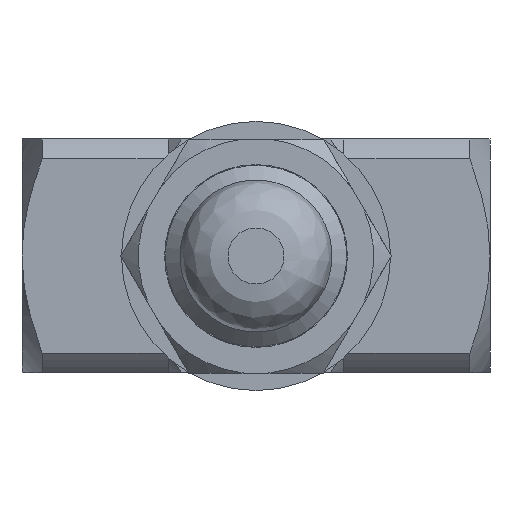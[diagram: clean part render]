
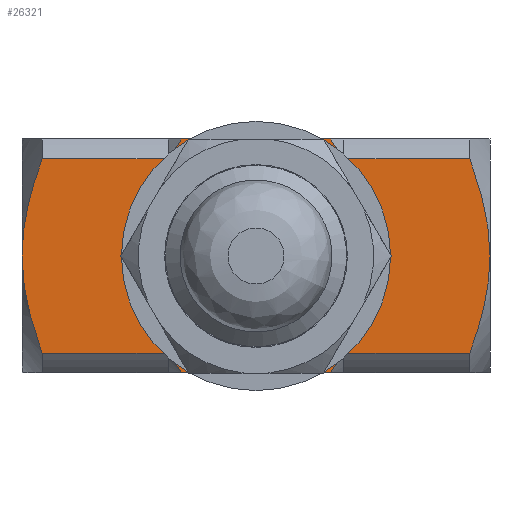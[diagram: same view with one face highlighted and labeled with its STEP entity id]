
A CAD part, front view. The second image highlights one B-rep face of the part: STEP entity #26321.
In plain terms, the highlighted planar face has unit normal (0, -1, 0).
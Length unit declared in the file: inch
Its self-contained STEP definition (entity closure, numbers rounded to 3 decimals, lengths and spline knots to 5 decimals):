
#1476=(
BOUNDED_CURVE()
B_SPLINE_CURVE(2,(#45810,#45811,#45812),.UNSPECIFIED.,.F.,.F.)
B_SPLINE_CURVE_WITH_KNOTS((3,3),(1.52621,1.93378),
 .UNSPECIFIED.)
CURVE()
GEOMETRIC_REPRESENTATION_ITEM()
RATIONAL_B_SPLINE_CURVE((1.015,1.009,1.))
REPRESENTATION_ITEM('')
);
#1477=(
BOUNDED_CURVE()
B_SPLINE_CURVE(2,(#45816,#45817,#45818),.UNSPECIFIED.,.F.,.F.)
B_SPLINE_CURVE_WITH_KNOTS((3,3),(0.,0.40758),.UNSPECIFIED.)
CURVE()
GEOMETRIC_REPRESENTATION_ITEM()
RATIONAL_B_SPLINE_CURVE((1.,1.009,1.015))
REPRESENTATION_ITEM('')
);
#1479=(
BOUNDED_CURVE()
B_SPLINE_CURVE(2,(#45840,#45841,#45842),.UNSPECIFIED.,.F.,.F.)
B_SPLINE_CURVE_WITH_KNOTS((3,3),(0.,1.35251),.UNSPECIFIED.)
CURVE()
GEOMETRIC_REPRESENTATION_ITEM()
RATIONAL_B_SPLINE_CURVE((1.,1.072,1.))
REPRESENTATION_ITEM('')
);
#1481=(
BOUNDED_CURVE()
B_SPLINE_CURVE(2,(#45851,#45852,#45853),.UNSPECIFIED.,.F.,.F.)
B_SPLINE_CURVE_WITH_KNOTS((3,3),(1.35251,2.70503),
 .UNSPECIFIED.)
CURVE()
GEOMETRIC_REPRESENTATION_ITEM()
RATIONAL_B_SPLINE_CURVE((1.,1.072,1.))
REPRESENTATION_ITEM('')
);
#1484=(
BOUNDED_CURVE()
B_SPLINE_CURVE(2,(#45870,#45871,#45872),.UNSPECIFIED.,.F.,.F.)
B_SPLINE_CURVE_WITH_KNOTS((3,3),(1.52621,1.93378),
 .UNSPECIFIED.)
CURVE()
GEOMETRIC_REPRESENTATION_ITEM()
RATIONAL_B_SPLINE_CURVE((1.015,1.009,1.))
REPRESENTATION_ITEM('')
);
#1485=(
BOUNDED_CURVE()
B_SPLINE_CURVE(2,(#45875,#45876,#45877),.UNSPECIFIED.,.F.,.F.)
B_SPLINE_CURVE_WITH_KNOTS((3,3),(0.,0.40758),.UNSPECIFIED.)
CURVE()
GEOMETRIC_REPRESENTATION_ITEM()
RATIONAL_B_SPLINE_CURVE((1.,1.009,1.015))
REPRESENTATION_ITEM('')
);
#1488=(
BOUNDED_CURVE()
B_SPLINE_CURVE(2,(#45905,#45906,#45907),.UNSPECIFIED.,.F.,.F.)
B_SPLINE_CURVE_WITH_KNOTS((3,3),(0.,1.35251),.UNSPECIFIED.)
CURVE()
GEOMETRIC_REPRESENTATION_ITEM()
RATIONAL_B_SPLINE_CURVE((1.,1.072,1.))
REPRESENTATION_ITEM('')
);
#1490=(
BOUNDED_CURVE()
B_SPLINE_CURVE(2,(#45922,#45923,#45924),.UNSPECIFIED.,.F.,.F.)
B_SPLINE_CURVE_WITH_KNOTS((3,3),(1.35251,2.70503),
 .UNSPECIFIED.)
CURVE()
GEOMETRIC_REPRESENTATION_ITEM()
RATIONAL_B_SPLINE_CURVE((1.,1.072,1.))
REPRESENTATION_ITEM('')
);
#3346=FACE_OUTER_BOUND('',#4909,.T.);
#4909=EDGE_LOOP('',(#23550,#23551,#23552,#23553,#23554,#23555,#23556,#23557,
#23558,#23559,#23560,#23561,#23562,#23563));
#5252=LINE('',#32979,#7852);
#7687=LINE('',#45733,#10287);
#7693=LINE('',#45828,#10293);
#7695=LINE('',#45836,#10295);
#7698=LINE('',#45890,#10298);
#7700=LINE('',#45919,#10300);
#7852=VECTOR('',#27923,0.3937);
#10287=VECTOR('',#31860,0.3937);
#10293=VECTOR('',#31946,0.3937);
#10295=VECTOR('',#31956,0.3937);
#10298=VECTOR('',#32001,0.3937);
#10300=VECTOR('',#32025,0.3937);
#10437=VERTEX_POINT('',#32936);
#10450=VERTEX_POINT('',#32975);
#12666=VERTEX_POINT('',#45728);
#12667=VERTEX_POINT('',#45732);
#12680=VERTEX_POINT('',#45809);
#12681=VERTEX_POINT('',#45815);
#12683=VERTEX_POINT('',#45827);
#12685=VERTEX_POINT('',#45835);
#12686=VERTEX_POINT('',#45839);
#12690=VERTEX_POINT('',#45868);
#12691=VERTEX_POINT('',#45874);
#12694=VERTEX_POINT('',#45888);
#12696=VERTEX_POINT('',#45903);
#12698=VERTEX_POINT('',#45918);
#13003=EDGE_CURVE('',#10437,#10450,#5252,.T.);
#16326=EDGE_CURVE('',#12666,#12667,#7687,.T.);
#16341=EDGE_CURVE('',#12666,#12680,#1476,.T.);
#16343=EDGE_CURVE('',#12681,#10437,#1477,.T.);
#16347=EDGE_CURVE('',#12680,#12683,#7693,.T.);
#16351=EDGE_CURVE('',#12685,#12681,#7695,.T.);
#16353=EDGE_CURVE('',#12683,#12686,#1479,.T.);
#16357=EDGE_CURVE('',#12686,#12685,#1481,.T.);
#16364=EDGE_CURVE('',#10450,#12690,#1484,.T.);
#16365=EDGE_CURVE('',#12691,#12667,#1485,.T.);
#16372=EDGE_CURVE('',#12690,#12694,#7698,.T.);
#16378=EDGE_CURVE('',#12694,#12696,#1488,.T.);
#16383=EDGE_CURVE('',#12698,#12691,#7700,.T.);
#16385=EDGE_CURVE('',#12696,#12698,#1490,.T.);
#23550=ORIENTED_EDGE('',*,*,#16341,.T.);
#23551=ORIENTED_EDGE('',*,*,#16347,.T.);
#23552=ORIENTED_EDGE('',*,*,#16353,.T.);
#23553=ORIENTED_EDGE('',*,*,#16357,.T.);
#23554=ORIENTED_EDGE('',*,*,#16351,.T.);
#23555=ORIENTED_EDGE('',*,*,#16343,.T.);
#23556=ORIENTED_EDGE('',*,*,#13003,.T.);
#23557=ORIENTED_EDGE('',*,*,#16364,.T.);
#23558=ORIENTED_EDGE('',*,*,#16372,.T.);
#23559=ORIENTED_EDGE('',*,*,#16378,.T.);
#23560=ORIENTED_EDGE('',*,*,#16385,.T.);
#23561=ORIENTED_EDGE('',*,*,#16383,.T.);
#23562=ORIENTED_EDGE('',*,*,#16365,.T.);
#23563=ORIENTED_EDGE('',*,*,#16326,.F.);
#24977=PLANE('',#27456);
#26321=ADVANCED_FACE('',(#3346),#24977,.T.);
#27456=AXIS2_PLACEMENT_3D('',#45927,#32034,#32035);
#27923=DIRECTION('',(1.,0.,0.));
#31860=DIRECTION('',(1.,0.,0.));
#31946=DIRECTION('',(-1.,0.,0.));
#31956=DIRECTION('',(1.,0.,0.));
#32001=DIRECTION('',(1.,0.,0.));
#32025=DIRECTION('',(-1.,0.,0.));
#32034=DIRECTION('center_axis',(0.,-1.,0.));
#32035=DIRECTION('ref_axis',(0.,0.,-1.));
#32936=CARTESIAN_POINT('',(0.85263,-0.625,-0.625));
#32975=CARTESIAN_POINT('',(1.64737,-0.625,-0.625));
#32979=CARTESIAN_POINT('',(0.,-0.625,-0.625));
#45728=CARTESIAN_POINT('',(0.85263,-0.625,0.625));
#45732=CARTESIAN_POINT('',(1.64737,-0.625,0.625));
#45733=CARTESIAN_POINT('',(0.,-0.625,0.625));
#45809=CARTESIAN_POINT('',(0.78125,-0.625,0.51916));
#45810=CARTESIAN_POINT('Ctrl Pts',(0.85263,-0.625,0.625));
#45811=CARTESIAN_POINT('Ctrl Pts',(0.81364,-0.625,0.56986));
#45812=CARTESIAN_POINT('Ctrl Pts',(0.78125,-0.625,0.51916));
#45815=CARTESIAN_POINT('',(0.78125,-0.625,-0.51916));
#45816=CARTESIAN_POINT('Ctrl Pts',(0.78125,-0.625,-0.51916));
#45817=CARTESIAN_POINT('Ctrl Pts',(0.81364,-0.625,-0.56986));
#45818=CARTESIAN_POINT('Ctrl Pts',(0.85263,-0.625,-0.625));
#45827=CARTESIAN_POINT('',(0.10825,-0.625,0.51916));
#45828=CARTESIAN_POINT('',(0.46279,-0.625,0.51916));
#45835=CARTESIAN_POINT('',(0.10825,-0.625,-0.51916));
#45836=CARTESIAN_POINT('',(0.46279,-0.625,-0.51916));
#45839=CARTESIAN_POINT('',(0.,-0.625,0.));
#45840=CARTESIAN_POINT('Ctrl Pts',(0.10825,-0.625,0.51916));
#45841=CARTESIAN_POINT('Ctrl Pts',(0.,-0.625,0.22572));
#45842=CARTESIAN_POINT('Ctrl Pts',(0.,-0.625,0.));
#45851=CARTESIAN_POINT('Ctrl Pts',(0.,-0.625,0.));
#45852=CARTESIAN_POINT('Ctrl Pts',(0.,-0.625,-0.22572));
#45853=CARTESIAN_POINT('Ctrl Pts',(0.10825,-0.625,-0.51916));
#45868=CARTESIAN_POINT('',(1.71875,-0.625,-0.51916));
#45870=CARTESIAN_POINT('Ctrl Pts',(1.64737,-0.625,-0.625));
#45871=CARTESIAN_POINT('Ctrl Pts',(1.68636,-0.625,-0.56986));
#45872=CARTESIAN_POINT('Ctrl Pts',(1.71875,-0.625,-0.51916));
#45874=CARTESIAN_POINT('',(1.71875,-0.625,0.51916));
#45875=CARTESIAN_POINT('Ctrl Pts',(1.71875,-0.625,0.51916));
#45876=CARTESIAN_POINT('Ctrl Pts',(1.68636,-0.625,0.56986));
#45877=CARTESIAN_POINT('Ctrl Pts',(1.64737,-0.625,0.625));
#45888=CARTESIAN_POINT('',(2.39175,-0.625,-0.51916));
#45890=CARTESIAN_POINT('',(2.3737,-0.625,-0.51916));
#45903=CARTESIAN_POINT('',(2.5,-0.625,0.));
#45905=CARTESIAN_POINT('Ctrl Pts',(2.39175,-0.625,-0.51916));
#45906=CARTESIAN_POINT('Ctrl Pts',(2.5,-0.625,-0.22572));
#45907=CARTESIAN_POINT('Ctrl Pts',(2.5,-0.625,0.));
#45918=CARTESIAN_POINT('',(2.39175,-0.625,0.51916));
#45919=CARTESIAN_POINT('',(2.3737,-0.625,0.51916));
#45922=CARTESIAN_POINT('Ctrl Pts',(2.5,-0.625,0.));
#45923=CARTESIAN_POINT('Ctrl Pts',(2.5,-0.625,0.22572));
#45924=CARTESIAN_POINT('Ctrl Pts',(2.39175,-0.625,0.51916));
#45927=CARTESIAN_POINT('Origin',(0.,-0.625,0.625));
